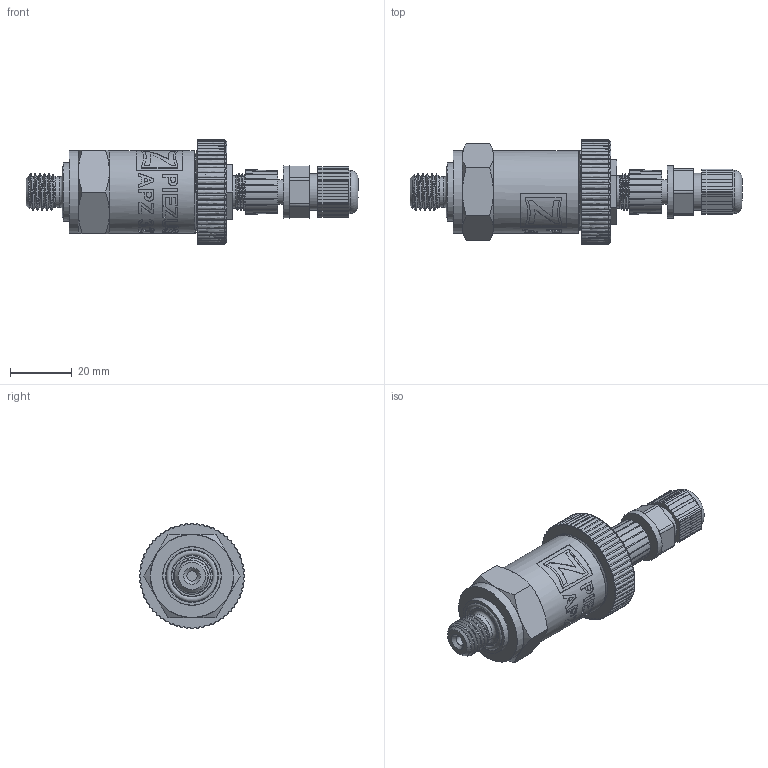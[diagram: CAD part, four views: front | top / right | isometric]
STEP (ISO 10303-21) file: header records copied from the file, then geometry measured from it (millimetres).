
FILE_DESCRIPTION(/* description */ (''),/* implementation_level */ '2;1');
FILE_NAME(/* name */ 'APZ3230_M12x1,5DIN_M12x1-straight.step',/* time_stamp */ '2021-06-24T10:09:13+03:00',/* author */ (''),/* organization */ (''),/* preprocessor_version */ 'ST-DEVELOPER v18.1',/* originating_system */ 'Autodesk Translation Framework v10.9.0.1377',/* authorisation */ '');
FILE_SCHEMA (('AUTOMOTIVE_DESIGN { 1 0 10303 214 3 1 1 }'));
Products named in the file (6): APZ3230_M12x1,5DIN_M12x1-straight; M12x1,5 DIN; OMAL nut M27x1.5 v8; M12x1 male v16; Ш100.000.002 v4; M12x1 female straight v9
Assembly tree (5 placements, depth 2):
  APZ3230_M12x1,5DIN_M12x1-straight
    M12x1,5 DIN
    OMAL nut M27x1.5 v8
    M12x1 male v16
    Ш100.000.002 v4
    M12x1 female straight v9
Bounding box: 107.55 x 34 x 34 mm (x, y, z)
Volume: 40955 mm3; surface area: 17889.9 mm2
Topology: 17 solids, 17 shells, 941 faces, 2586 edges, 1719 vertices
Faces by surface type: bspline 474, plane 264, cylinder 140, cone 47, torus 16
Full cylindrical faces by diameter (mm): 1 x12, 1.5 x4, 3.3 x1, 7.3 x1, 8 x3, 8.2 x1, 9.8 x1, 10.137 x5, 10.293 x1, 10.6 x2, 10.741 x6, 11.85 x4, 11.884 x5, 12 x1, 13.5 x2, 14 x2, 14.137 x4, 14.526 x1, 15.85 x3, 16.7 x2, 17 x1, 21.4 x2, 22.5 x1, 24.5 x1, 25.132 x4, 25.526 x4, 26.85 x5, 27.208 x5
Entity records: 65593 total; most frequent: CARTESIAN_POINT 44444, ORIENTED_EDGE 5172, DIRECTION 2935, EDGE_CURVE 2586, VERTEX_POINT 1719, LINE 1187, VECTOR 1187, EDGE_LOOP 999
